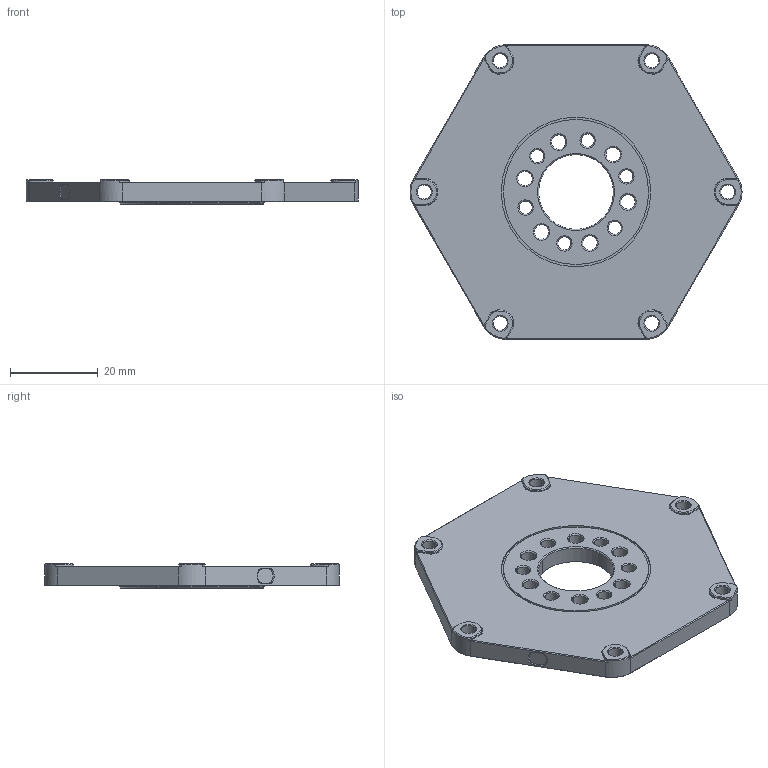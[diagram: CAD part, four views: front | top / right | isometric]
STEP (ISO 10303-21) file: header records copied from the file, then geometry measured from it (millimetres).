
FILE_DESCRIPTION (( 'STEP AP203' ), '1' );
FILE_NAME ('KBMB_BACK_BEARING_dummy.STEP', '2023-04-01T08:50:58', ( '' ), ( '' ), '', '', '' );
FILE_SCHEMA (( 'CONFIG_CONTROL_DESIGN' ));
Length unit declared in the file: millimetre
Products named in the file (1): KBMB_BACK_BEARING_dummy
Bounding box: 75.51 x 67 x 5.5 mm (x, y, z)
Volume: 15885.7 mm3; surface area: 9411.9 mm2
Topology: 1 solids, 1 shells, 358 faces, 898 edges, 542 vertices
Faces by surface type: cone 134, cylinder 120, plane 58, torus 46
Entity records: 11013 total; most frequent: CARTESIAN_POINT 2055, DIRECTION 2032, ORIENTED_EDGE 1796, EDGE_CURVE 898, AXIS2_PLACEMENT_3D 829, VERTEX_POINT 542, CIRCLE 470, EDGE_LOOP 396
